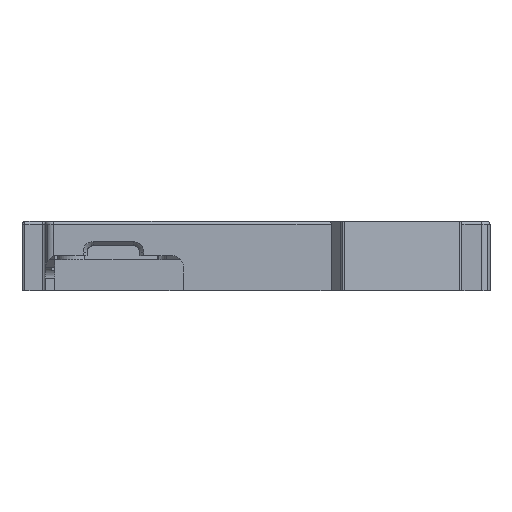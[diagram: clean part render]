
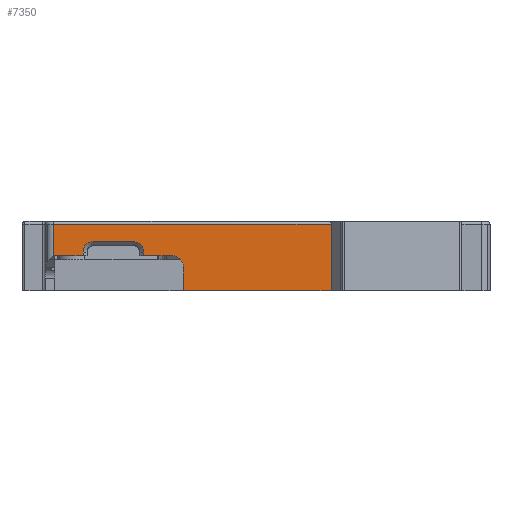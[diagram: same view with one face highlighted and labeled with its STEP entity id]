
A CAD part, left-side view. The second image highlights one B-rep face of the part: STEP entity #7350.
In plain terms, the highlighted planar face has unit normal (-1, 0, 0).
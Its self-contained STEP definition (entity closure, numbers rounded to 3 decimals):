
#6 = CARTESIAN_POINT ( 'NONE',  ( 28.438, -48.955, 4.395 ) ) ;
#100 = CARTESIAN_POINT ( 'NONE',  ( 28.438, -48.955, 0. ) ) ;
#102 = LINE ( 'NONE', #948, #4195 ) ;
#184 = EDGE_CURVE ( 'NONE', #4215, #1802, #2303, .T. ) ;
#231 = DIRECTION ( 'NONE',  ( 0., 0., -1. ) ) ;
#294 = CARTESIAN_POINT ( 'NONE',  ( 28.438, -64.869, 5.745 ) ) ;
#388 = CARTESIAN_POINT ( 'NONE',  ( 28.438, -54.2, 4.395 ) ) ;
#446 = VERTEX_POINT ( 'NONE', #3623 ) ;
#481 = VERTEX_POINT ( 'NONE', #388 ) ;
#685 = FACE_OUTER_BOUND ( 'NONE', #8697, .T. ) ;
#692 = CARTESIAN_POINT ( 'NONE',  ( 28.438, -54.2, 0.953 ) ) ;
#732 = VECTOR ( 'NONE', #231, 1000. ) ;
#783 = ORIENTED_EDGE ( 'NONE', *, *, #8878, .F. ) ;
#787 = VERTEX_POINT ( 'NONE', #4294 ) ;
#809 = VECTOR ( 'NONE', #10100, 1000. ) ;
#839 = DIRECTION ( 'NONE',  ( 0., 1., 0. ) ) ;
#948 = CARTESIAN_POINT ( 'NONE',  ( 28.438, -98.436, 0. ) ) ;
#1052 = ORIENTED_EDGE ( 'NONE', *, *, #2300, .F. ) ;
#1113 = CARTESIAN_POINT ( 'NONE',  ( 28.438, -54.95, 6.88 ) ) ;
#1145 = CARTESIAN_POINT ( 'NONE',  ( 28.438, -64.873, 5.734 ) ) ;
#1185 = ORIENTED_EDGE ( 'NONE', *, *, #4655, .T. ) ;
#1249 = CARTESIAN_POINT ( 'NONE',  ( 28.438, -63.909, 6.728 ) ) ;
#1278 = VERTEX_POINT ( 'NONE', #6757 ) ;
#1312 = VECTOR ( 'NONE', #1887, 1000. ) ;
#1385 = LINE ( 'NONE', #692, #3128 ) ;
#1460 = DIRECTION ( 'NONE',  ( 0., 0., 1. ) ) ;
#1783 = CARTESIAN_POINT ( 'NONE',  ( 28.438, -98.436, -1.85 ) ) ;
#1802 = VERTEX_POINT ( 'NONE', #1988 ) ;
#1885 = CARTESIAN_POINT ( 'NONE',  ( 28.438, -64.772, 5.981 ) ) ;
#1887 = DIRECTION ( 'NONE',  ( 0., 1., 0. ) ) ;
#1942 = CARTESIAN_POINT ( 'NONE',  ( 28.438, -64.897, 5.671 ) ) ;
#1977 = VECTOR ( 'NONE', #7126, 1000. ) ;
#1988 = CARTESIAN_POINT ( 'NONE',  ( 28.438, -65., 5.065 ) ) ;
#2013 = CARTESIAN_POINT ( 'NONE',  ( 28.438, -54.2, 5.065 ) ) ;
#2201 = EDGE_CURVE ( 'NONE', #6418, #3143, #7710, .T. ) ;
#2300 = EDGE_CURVE ( 'NONE', #5845, #3607, #4961, .T. ) ;
#2303 = LINE ( 'NONE', #5475, #5929 ) ;
#2487 = CARTESIAN_POINT ( 'NONE',  ( 28.438, -56.015, 6.88 ) ) ;
#2707 = DIRECTION ( 'NONE',  ( 0., -1., 0. ) ) ;
#2771 = CARTESIAN_POINT ( 'NONE',  ( 28.438, -72.1, 1.198 ) ) ;
#2786 = CARTESIAN_POINT ( 'NONE',  ( 28.438, -64.297, 6.506 ) ) ;
#2821 = CARTESIAN_POINT ( 'NONE',  ( 28.438, -84.795, 4.395 ) ) ;
#2834 = CARTESIAN_POINT ( 'NONE',  ( 28.438, -64.018, 6.677 ) ) ;
#2864 = DIRECTION ( 'NONE',  ( 0., 0., -1. ) ) ;
#2865 = EDGE_CURVE ( 'NONE', #5845, #481, #10048, .T. ) ;
#3128 = VECTOR ( 'NONE', #2864, 1000. ) ;
#3143 = VERTEX_POINT ( 'NONE', #8926 ) ;
#3499 = B_SPLINE_CURVE_WITH_KNOTS ( 'NONE', 3,
 ( #8372, #3640, #6104, #6054, #5217, #5315, #1942, #6849, #1145, #294, #1885, #5953, #4373, #2786, #5109, #8319, #2834, #9266, #8473, #1249, #10058, #6007, #9215, #7687 ),
 .UNSPECIFIED., .F., .F.,
 ( 4, 2, 2, 1, 2, 2, 2, 2, 2, 1, 2, 2, 4 ),
 ( 0., 0.125, 0.187, 0.219, 0.234, 0.25, 0.5, 0.625, 0.687, 0.719, 0.734, 0.75, 1. ),
 .UNSPECIFIED. ) ;
#3507 = LINE ( 'NONE', #6717, #10013 ) ;
#3584 = CARTESIAN_POINT ( 'NONE',  ( 28.438, -70.1, 2.395 ) ) ;
#3598 = CARTESIAN_POINT ( 'NONE',  ( 28.438, -48.955, 10. ) ) ;
#3600 = CARTESIAN_POINT ( 'NONE',  ( 28.438, -54.2, 5.065 ) ) ;
#3607 = VERTEX_POINT ( 'NONE', #3598 ) ;
#3623 = CARTESIAN_POINT ( 'NONE',  ( 28.438, -63.185, 6.88 ) ) ;
#3640 = CARTESIAN_POINT ( 'NONE',  ( 28.438, -65., 5.193 ) ) ;
#3842 = VECTOR ( 'NONE', #8071, 1000. ) ;
#4007 = EDGE_CURVE ( 'NONE', #446, #7145, #9057, .T. ) ;
#4099 = CARTESIAN_POINT ( 'NONE',  ( 28.438, -65., 4.395 ) ) ;
#4183 = ORIENTED_EDGE ( 'NONE', *, *, #4007, .F. ) ;
#4195 = VECTOR ( 'NONE', #8912, 1000. ) ;
#4204 =( BOUNDED_CURVE ( )  B_SPLINE_CURVE ( 3, ( #5181, #1113, #8391, #3600 ),
 .UNSPECIFIED., .F., .F. ) 
 B_SPLINE_CURVE_WITH_KNOTS ( ( 4, 4 ),
 ( 5.502, 7.064 ),
 .UNSPECIFIED. ) 
 CURVE ( )  GEOMETRIC_REPRESENTATION_ITEM ( )  RATIONAL_B_SPLINE_CURVE ( ( 1., 0.807, 0.807, 1. ) ) 
 REPRESENTATION_ITEM ( '' )  );
#4215 = VERTEX_POINT ( 'NONE', #4099 ) ;
#4294 = CARTESIAN_POINT ( 'NONE',  ( 28.438, -72.1, 2.395 ) ) ;
#4373 = CARTESIAN_POINT ( 'NONE',  ( 28.438, -64.388, 6.43 ) ) ;
#4444 = CIRCLE ( 'NONE', #10329, 2. ) ;
#4655 = EDGE_CURVE ( 'NONE', #6418, #10046, #102, .T. ) ;
#4775 = EDGE_CURVE ( 'NONE', #7145, #10309, #4204, .T. ) ;
#4958 = CARTESIAN_POINT ( 'NONE',  ( 28.438, -120.435, 10. ) ) ;
#4961 = LINE ( 'NONE', #100, #3842 ) ;
#5094 = LINE ( 'NONE', #2771, #732 ) ;
#5109 = CARTESIAN_POINT ( 'NONE',  ( 28.438, -64.149, 6.604 ) ) ;
#5181 = CARTESIAN_POINT ( 'NONE',  ( 28.438, -56.015, 6.88 ) ) ;
#5217 = CARTESIAN_POINT ( 'NONE',  ( 28.438, -64.935, 5.55 ) ) ;
#5262 = ORIENTED_EDGE ( 'NONE', *, *, #2201, .F. ) ;
#5301 = VECTOR ( 'NONE', #839, 1000. ) ;
#5315 = CARTESIAN_POINT ( 'NONE',  ( 28.438, -64.91, 5.631 ) ) ;
#5475 = CARTESIAN_POINT ( 'NONE',  ( 28.438, -65., 1.245 ) ) ;
#5795 = ORIENTED_EDGE ( 'NONE', *, *, #2865, .T. ) ;
#5845 = VERTEX_POINT ( 'NONE', #6 ) ;
#5897 = CARTESIAN_POINT ( 'NONE',  ( 28.438, -86.156, 6.88 ) ) ;
#5929 = VECTOR ( 'NONE', #1460, 1000. ) ;
#5953 = CARTESIAN_POINT ( 'NONE',  ( 28.438, -64.632, 6.185 ) ) ;
#6007 = CARTESIAN_POINT ( 'NONE',  ( 28.438, -63.684, 6.82 ) ) ;
#6054 = CARTESIAN_POINT ( 'NONE',  ( 28.438, -64.95, 5.493 ) ) ;
#6104 = CARTESIAN_POINT ( 'NONE',  ( 28.438, -64.986, 5.318 ) ) ;
#6237 = CARTESIAN_POINT ( 'NONE',  ( 28.438, -98.436, 10. ) ) ;
#6340 = PLANE ( 'NONE',  #7305 ) ;
#6418 = VERTEX_POINT ( 'NONE', #1783 ) ;
#6564 = ORIENTED_EDGE ( 'NONE', *, *, #7414, .T. ) ;
#6625 = ORIENTED_EDGE ( 'NONE', *, *, #8325, .T. ) ;
#6672 = ORIENTED_EDGE ( 'NONE', *, *, #4775, .F. ) ;
#6717 = CARTESIAN_POINT ( 'NONE',  ( 28.438, -84.795, 4.395 ) ) ;
#6757 = CARTESIAN_POINT ( 'NONE',  ( 28.438, -70.1, 4.395 ) ) ;
#6796 = DIRECTION ( 'NONE',  ( 1., 0., 0. ) ) ;
#6807 = ORIENTED_EDGE ( 'NONE', *, *, #7935, .T. ) ;
#6849 = CARTESIAN_POINT ( 'NONE',  ( 28.438, -64.883, 5.709 ) ) ;
#6899 = ORIENTED_EDGE ( 'NONE', *, *, #8576, .T. ) ;
#7123 = DIRECTION ( 'NONE',  ( 0., 0., 1. ) ) ;
#7126 = DIRECTION ( 'NONE',  ( 0., 1., 0. ) ) ;
#7145 = VERTEX_POINT ( 'NONE', #2487 ) ;
#7305 = AXIS2_PLACEMENT_3D ( 'NONE', #10231, #9444, #7123 ) ;
#7350 = ADVANCED_FACE ( 'NONE', ( #685 ), #6340, .T. ) ;
#7414 = EDGE_CURVE ( 'NONE', #10046, #3607, #8224, .T. ) ;
#7421 = ORIENTED_EDGE ( 'NONE', *, *, #10069, .F. ) ;
#7687 = CARTESIAN_POINT ( 'NONE',  ( 28.438, -63.185, 6.88 ) ) ;
#7710 = LINE ( 'NONE', #7920, #1977 ) ;
#7920 = CARTESIAN_POINT ( 'NONE',  ( 28.438, -109.781, -1.85 ) ) ;
#7935 = EDGE_CURVE ( 'NONE', #1278, #787, #4444, .T. ) ;
#8047 = ORIENTED_EDGE ( 'NONE', *, *, #184, .F. ) ;
#8071 = DIRECTION ( 'NONE',  ( 0., 0., 1. ) ) ;
#8224 = LINE ( 'NONE', #4958, #5301 ) ;
#8319 = CARTESIAN_POINT ( 'NONE',  ( 28.438, -64.097, 6.635 ) ) ;
#8325 = EDGE_CURVE ( 'NONE', #787, #3143, #5094, .T. ) ;
#8372 = CARTESIAN_POINT ( 'NONE',  ( 28.438, -65., 5.065 ) ) ;
#8391 = CARTESIAN_POINT ( 'NONE',  ( 28.438, -54.2, 6.13 ) ) ;
#8473 = CARTESIAN_POINT ( 'NONE',  ( 28.438, -63.937, 6.716 ) ) ;
#8520 = DIRECTION ( 'NONE',  ( 0., -1., 0. ) ) ;
#8576 = EDGE_CURVE ( 'NONE', #4215, #1278, #3507, .T. ) ;
#8697 = EDGE_LOOP ( 'NONE', ( #1185, #6564, #1052, #5795, #7421, #6672, #4183, #783, #8047, #6899, #6807, #6625, #5262 ) ) ;
#8878 = EDGE_CURVE ( 'NONE', #1802, #446, #3499, .T. ) ;
#8912 = DIRECTION ( 'NONE',  ( 0., 0., 1. ) ) ;
#8926 = CARTESIAN_POINT ( 'NONE',  ( 28.438, -72.1, -1.85 ) ) ;
#9057 = LINE ( 'NONE', #5897, #1312 ) ;
#9215 = CARTESIAN_POINT ( 'NONE',  ( 28.438, -63.441, 6.88 ) ) ;
#9266 = CARTESIAN_POINT ( 'NONE',  ( 28.438, -63.978, 6.697 ) ) ;
#9444 = DIRECTION ( 'NONE',  ( -1., 0., 0. ) ) ;
#10013 = VECTOR ( 'NONE', #2707, 1000. ) ;
#10046 = VERTEX_POINT ( 'NONE', #6237 ) ;
#10048 = LINE ( 'NONE', #2821, #809 ) ;
#10058 = CARTESIAN_POINT ( 'NONE',  ( 28.438, -63.894, 6.734 ) ) ;
#10069 = EDGE_CURVE ( 'NONE', #10309, #481, #1385, .T. ) ;
#10100 = DIRECTION ( 'NONE',  ( 0., -1., 0. ) ) ;
#10231 = CARTESIAN_POINT ( 'NONE',  ( 28.438, -120.435, 0. ) ) ;
#10309 = VERTEX_POINT ( 'NONE', #2013 ) ;
#10329 = AXIS2_PLACEMENT_3D ( 'NONE', #3584, #6796, #8520 ) ;
